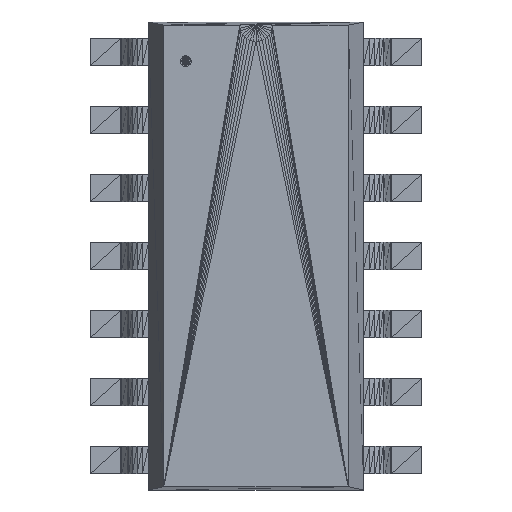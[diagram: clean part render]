
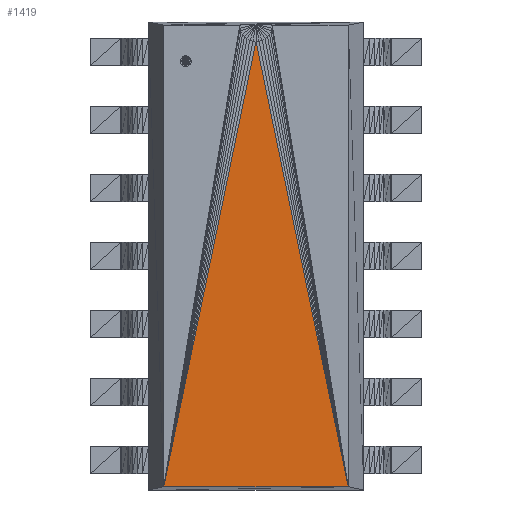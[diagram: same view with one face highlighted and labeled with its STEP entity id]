
A CAD part, top view. The second image highlights one B-rep face of the part: STEP entity #1419.
In plain terms, the highlighted planar face has unit normal (0, 0, 1).
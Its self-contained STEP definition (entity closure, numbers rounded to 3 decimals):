
#1419=ADVANCED_FACE('',(#1420),#1446,.F.);
#1420=FACE_OUTER_BOUND('',#1421,.T.);
#1421=EDGE_LOOP('',(#1422,#1424,#1426));
#1422=ORIENTED_EDGE('',*,*,#1423,.T.);
#1423=EDGE_CURVE('',#1428,#1430,#1432,.T.);
#1424=ORIENTED_EDGE('',*,*,#1425,.T.);
#1425=EDGE_CURVE('',#1430,#1436,#1438,.T.);
#1426=ORIENTED_EDGE('',*,*,#1427,.T.);
#1427=EDGE_CURVE('',#1436,#1428,#1442,.T.);
#1428=VERTEX_POINT('',#1429);
#1429=CARTESIAN_POINT('',(0.,4.005,1.753));
#1430=VERTEX_POINT('',#1431);
#1431=CARTESIAN_POINT('',(1.722,-4.31,1.753));
#1432=LINE('',#1433,#1434);
#1433=CARTESIAN_POINT('',(0.,4.005,1.753));
#1434=VECTOR('',#1435,1.0);
#1435=DIRECTION('',(-0.203,0.979,0.0));
#1436=VERTEX_POINT('',#1437);
#1437=CARTESIAN_POINT('',(-1.722,-4.31,1.753));
#1438=LINE('',#1439,#1440);
#1439=CARTESIAN_POINT('',(1.722,-4.31,1.753));
#1440=VECTOR('',#1441,1.0);
#1441=DIRECTION('',(1.0,0.0,0.0));
#1442=LINE('',#1443,#1444);
#1443=CARTESIAN_POINT('',(-1.722,-4.31,1.753));
#1444=VECTOR('',#1445,1.0);
#1445=DIRECTION('',(-0.203,-0.979,0.0));
#1446=PLANE('',#1447);
#1447=AXIS2_PLACEMENT_3D('',#1448,#1449,#1450);
#1448=CARTESIAN_POINT('',(1.722,-4.31,1.753));
#1449=DIRECTION('',(0.0,0.0,-1.0));
#1450=DIRECTION('',(0.203,0.979,0.0));
